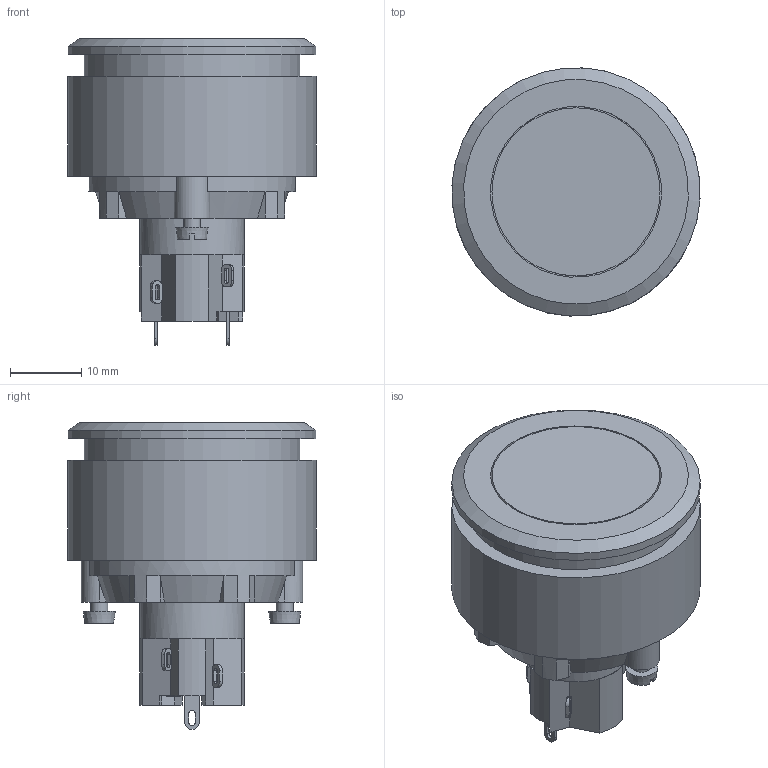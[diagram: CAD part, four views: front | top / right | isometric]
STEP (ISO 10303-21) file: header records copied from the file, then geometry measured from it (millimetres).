
FILE_DESCRIPTION(/* description */ (''),/* implementation_level */ '2;1');
FILE_NAME(/* name */ 'LASxxU31xxxx.stp',/* time_stamp */ '2025-05-22T14:37:51-05:00',/* author */ ('mroman'),/* organization */ (''),/* preprocessor_version */ 'ST-DEVELOPER v18.1',/* originating_system */ 'Autodesk Inventor 2022',/* authorisation */ '');
FILE_SCHEMA (('AUTOMOTIVE_DESIGN { 1 0 10303 214 3 1 1 }'));
Length unit declared in the file: centimetre
Products named in the file (1): LASxxU31xxxx
Bounding box: 34.75 x 34.75 x 43 mm (x, y, z)
Volume: 17292.4 mm3; surface area: 15625.4 mm2
Topology: 3 solids, 7 shells, 446 faces, 1135 edges, 744 vertices
Faces by surface type: plane 276, cylinder 85, bspline 53, cone 28, torus 3, sphere 1
Full cylindrical faces by diameter (mm): 2.4 x2, 3.2 x2, 3.5 x1, 5.7 x3, 7 x1, 13 x2, 14.5 x1, 14.6 x1, 16.1 x1, 19.8 x1, 21.1 x1, 21.5 x2, 21.7 x1, 21.8 x2, 23 x1, 23.55 x1, 23.94 x1, 24.6 x1, 25.917 x1, 26 x1, 27.5 x1, 29 x1, 30.25 x1, 30.8 x1, 34.8 x2
Entity records: 13714 total; most frequent: CARTESIAN_POINT 3066, ORIENTED_EDGE 2268, DIRECTION 2065, EDGE_CURVE 1134, VERTEX_POINT 744, LINE 699, VECTOR 699, AXIS2_PLACEMENT_3D 683
